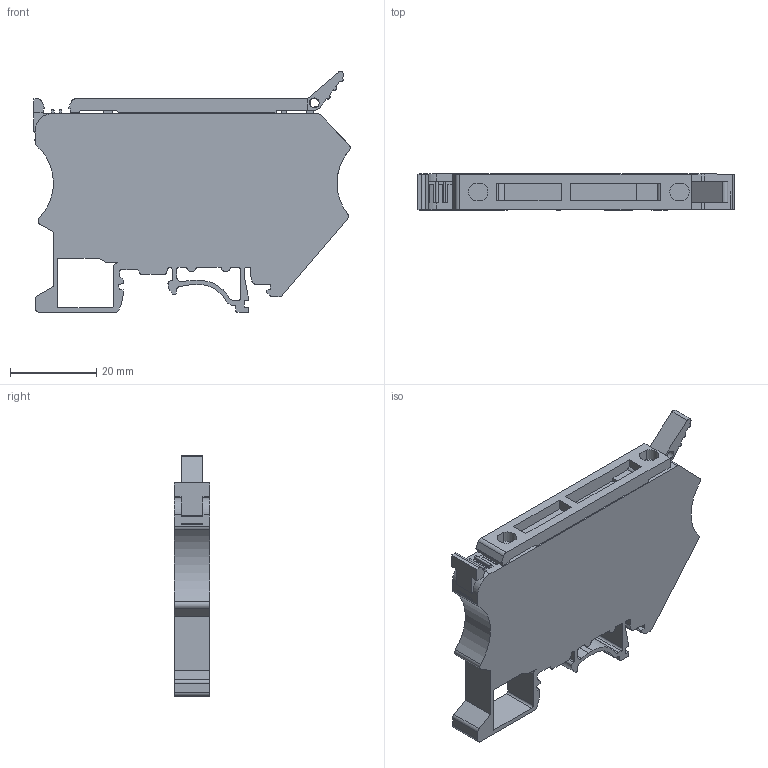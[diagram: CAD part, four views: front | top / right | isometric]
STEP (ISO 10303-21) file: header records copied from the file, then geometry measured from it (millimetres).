
FILE_DESCRIPTION(/* description */ ('Unknown'),/* implementation_level */ '2;1');
FILE_NAME(/* name */ 'UBDF4A2_GY_3D_SOLID',/* time_stamp */ '2024-12-23T13:51:30+05:00',/* author */ ('Unknown'),/* organization */ ('Unknown'),/* preprocessor_version */ 'ST-DEVELOPER v16.7',/* originating_system */ 'Solid Edge',/* authorisation */ 'Unknown');
FILE_SCHEMA (('AUTOMOTIVE_DESIGN {1 0 10303 214 3 1 1}'));
Length unit declared in the file: millimetre
Products named in the file (1): UBDF4A2_GY_3D_SOLID
Bounding box: 73.16 x 8.28 x 55.74 mm (x, y, z)
Volume: 22001.4 mm3; surface area: 9634.5 mm2
Topology: 1 solids, 1 shells, 239 faces, 727 edges, 484 vertices
Faces by surface type: plane 162, cylinder 77
Full cylindrical faces by diameter (mm): 2.29 x1
Entity records: 9854 total; most frequent: ORIENTED_EDGE 1450, CARTESIAN_POINT 1448, DIRECTION 1370, EDGE_CURVE 725, LINE 560, VECTOR 560, VERTEX_POINT 483, AXIS2_PLACEMENT_3D 405
